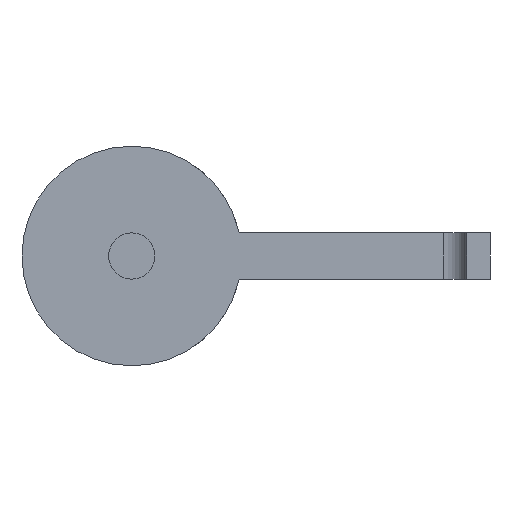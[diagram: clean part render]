
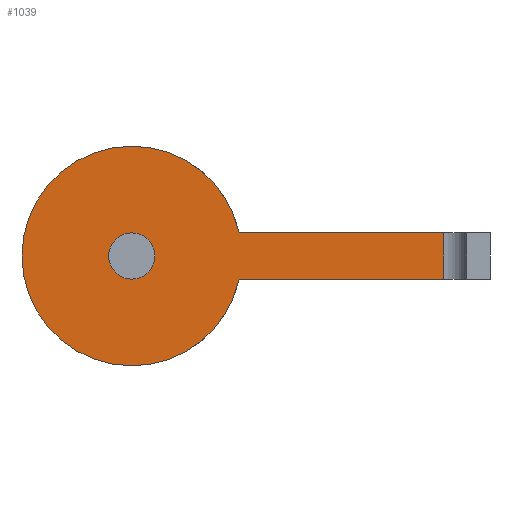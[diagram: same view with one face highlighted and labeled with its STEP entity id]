
A CAD part, front view. The second image highlights one B-rep face of the part: STEP entity #1039.
In plain terms, the highlighted planar face has unit normal (0, -1, 0).
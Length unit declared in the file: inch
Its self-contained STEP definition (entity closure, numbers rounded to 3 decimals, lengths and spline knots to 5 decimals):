
#22 = VERTEX_POINT ( 'NONE', #164 ) ;
#25 = CARTESIAN_POINT ( 'NONE',  ( 0., 0., 0. ) ) ;
#37 = AXIS2_PLACEMENT_3D ( 'NONE', #198, #1060, #112 ) ;
#52 = ORIENTED_EDGE ( 'NONE', *, *, #258, .F. ) ;
#88 = DIRECTION ( 'NONE',  ( 0., -1., 0. ) ) ;
#106 = AXIS2_PLACEMENT_3D ( 'NONE', #25, #764, #135 ) ;
#112 = DIRECTION ( 'NONE',  ( 0., 0., 1. ) ) ;
#124 = AXIS2_PLACEMENT_3D ( 'NONE', #729, #88, #828 ) ;
#135 = DIRECTION ( 'NONE',  ( 0., 0., 1. ) ) ;
#159 = CARTESIAN_POINT ( 'NONE',  ( 0.04644, 0., 0.01 ) ) ;
#161 = DIRECTION ( 'NONE',  ( 0., 1., 0. ) ) ;
#164 = CARTESIAN_POINT ( 'NONE',  ( 0.04644, 0., 0.01 ) ) ;
#176 = CARTESIAN_POINT ( 'NONE',  ( 0., 0., -0.01 ) ) ;
#197 = CARTESIAN_POINT ( 'NONE',  ( 0., 0., 0. ) ) ;
#198 = CARTESIAN_POINT ( 'NONE',  ( 0., 0., 0. ) ) ;
#206 = AXIS2_PLACEMENT_3D ( 'NONE', #197, #928, #303 ) ;
#212 = ORIENTED_EDGE ( 'NONE', *, *, #1058, .F. ) ;
#231 = CARTESIAN_POINT ( 'NONE',  ( 0., 0., 0. ) ) ;
#243 = VECTOR ( 'NONE', #1303, 39.37008 ) ;
#258 = EDGE_CURVE ( 'NONE', #22, #1138, #1071, .T. ) ;
#303 = DIRECTION ( 'NONE',  ( 0., 0., 1. ) ) ;
#330 = CARTESIAN_POINT ( 'NONE',  ( 0., 0., 0.0475 ) ) ;
#349 = DIRECTION ( 'NONE',  ( 0., 0., 1. ) ) ;
#361 = CARTESIAN_POINT ( 'NONE',  ( 0.135, 0., 0.01 ) ) ;
#365 = ORIENTED_EDGE ( 'NONE', *, *, #1263, .T. ) ;
#392 = CARTESIAN_POINT ( 'NONE',  ( 0., 0., -0.0475 ) ) ;
#431 = ORIENTED_EDGE ( 'NONE', *, *, #602, .F. ) ;
#464 = CARTESIAN_POINT ( 'NONE',  ( 0.04644, 0., -0.01 ) ) ;
#529 = VECTOR ( 'NONE', #787, 39.37008 ) ;
#536 = LINE ( 'NONE', #464, #243 ) ;
#555 = CIRCLE ( 'NONE', #739, 0.0475 ) ;
#602 = EDGE_CURVE ( 'NONE', #639, #1194, #1099, .T. ) ;
#607 = PLANE ( 'NONE',  #206 ) ;
#624 = CARTESIAN_POINT ( 'NONE',  ( 0.135, 0., 0.01 ) ) ;
#633 = ORIENTED_EDGE ( 'NONE', *, *, #986, .F. ) ;
#639 = VERTEX_POINT ( 'NONE', #392 ) ;
#641 = ORIENTED_EDGE ( 'NONE', *, *, #804, .F. ) ;
#653 = FACE_OUTER_BOUND ( 'NONE', #1117, .T. ) ;
#678 = VERTEX_POINT ( 'NONE', #176 ) ;
#696 = VECTOR ( 'NONE', #1083, 39.37008 ) ;
#729 = CARTESIAN_POINT ( 'NONE',  ( 0., 0., 0. ) ) ;
#736 = EDGE_CURVE ( 'NONE', #678, #1075, #805, .T. ) ;
#739 = AXIS2_PLACEMENT_3D ( 'NONE', #790, #161, #900 ) ;
#764 = DIRECTION ( 'NONE',  ( 0., -1., 0. ) ) ;
#772 = ORIENTED_EDGE ( 'NONE', *, *, #736, .F. ) ;
#787 = DIRECTION ( 'NONE',  ( 1., 0., 0. ) ) ;
#790 = CARTESIAN_POINT ( 'NONE',  ( 0., 0., 0. ) ) ;
#794 = VERTEX_POINT ( 'NONE', #999 ) ;
#804 = EDGE_CURVE ( 'NONE', #1194, #22, #555, .T. ) ;
#805 = CIRCLE ( 'NONE', #106, 0.01 ) ;
#811 = AXIS2_PLACEMENT_3D ( 'NONE', #231, #971, #349 ) ;
#828 = DIRECTION ( 'NONE',  ( 0., 0., 1. ) ) ;
#841 = EDGE_LOOP ( 'NONE', ( #212, #772 ) ) ;
#845 = EDGE_CURVE ( 'NONE', #794, #639, #1096, .T. ) ;
#900 = DIRECTION ( 'NONE',  ( 0., 0., 1. ) ) ;
#928 = DIRECTION ( 'NONE',  ( 0., 1., 0. ) ) ;
#941 = CARTESIAN_POINT ( 'NONE',  ( 0., 0., 0.01 ) ) ;
#971 = DIRECTION ( 'NONE',  ( 0., 1., 0. ) ) ;
#986 = EDGE_CURVE ( 'NONE', #1046, #794, #536, .T. ) ;
#999 = CARTESIAN_POINT ( 'NONE',  ( 0.04644, 0., -0.01 ) ) ;
#1039 = ADVANCED_FACE ( 'NONE', ( #1236, #653 ), #607, .F. ) ;
#1046 = VERTEX_POINT ( 'NONE', #1226 ) ;
#1058 = EDGE_CURVE ( 'NONE', #1075, #678, #1070, .T. ) ;
#1060 = DIRECTION ( 'NONE',  ( 0., 1., 0. ) ) ;
#1070 = CIRCLE ( 'NONE', #124, 0.01 ) ;
#1071 = LINE ( 'NONE', #159, #529 ) ;
#1075 = VERTEX_POINT ( 'NONE', #941 ) ;
#1083 = DIRECTION ( 'NONE',  ( 0., 0., 1. ) ) ;
#1096 = CIRCLE ( 'NONE', #811, 0.0475 ) ;
#1099 = CIRCLE ( 'NONE', #37, 0.0475 ) ;
#1117 = EDGE_LOOP ( 'NONE', ( #633, #365, #52, #641, #431, #1272 ) ) ;
#1138 = VERTEX_POINT ( 'NONE', #624 ) ;
#1194 = VERTEX_POINT ( 'NONE', #330 ) ;
#1226 = CARTESIAN_POINT ( 'NONE',  ( 0.135, 0., -0.01 ) ) ;
#1236 = FACE_BOUND ( 'NONE', #841, .T. ) ;
#1247 = LINE ( 'NONE', #361, #696 ) ;
#1263 = EDGE_CURVE ( 'NONE', #1046, #1138, #1247, .T. ) ;
#1272 = ORIENTED_EDGE ( 'NONE', *, *, #845, .F. ) ;
#1303 = DIRECTION ( 'NONE',  ( -1., 0., 0. ) ) ;
